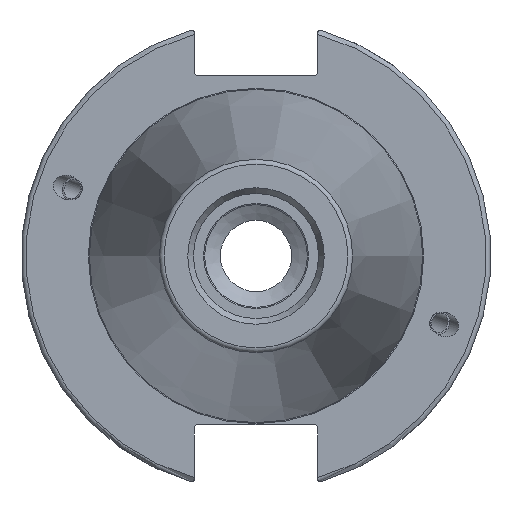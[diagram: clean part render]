
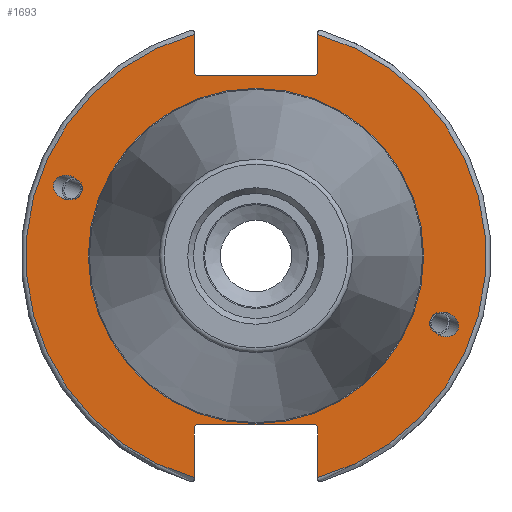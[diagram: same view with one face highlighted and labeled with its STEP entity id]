
A CAD part, left-side view. The second image highlights one B-rep face of the part: STEP entity #1693.
In plain terms, the highlighted planar face has unit normal (-1, 0, 0).
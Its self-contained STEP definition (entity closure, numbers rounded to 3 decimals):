
#63=FACE_BOUND('',#318,.T.);
#64=FACE_BOUND('',#319,.T.);
#65=FACE_BOUND('',#320,.T.);
#79=ELLIPSE('',#1874,3.052,2.5);
#88=ELLIPSE('',#1897,3.052,2.5);
#97=PLANE('',#1912);
#207=FACE_OUTER_BOUND('',#317,.T.);
#317=EDGE_LOOP('',(#1365,#1366,#1367,#1368,#1369,#1370,#1371,#1372,#1373,
#1374,#1375,#1376));
#318=EDGE_LOOP('',(#1377));
#319=EDGE_LOOP('',(#1378));
#320=EDGE_LOOP('',(#1379));
#412=LINE('',#2923,#507);
#413=LINE('',#2925,#508);
#414=LINE('',#2927,#509);
#415=LINE('',#2929,#510);
#416=LINE('',#2931,#511);
#417=LINE('',#2935,#512);
#418=LINE('',#2937,#513);
#419=LINE('',#2939,#514);
#420=LINE('',#2941,#515);
#421=LINE('',#2942,#516);
#507=VECTOR('',#2334,10.);
#508=VECTOR('',#2335,10.);
#509=VECTOR('',#2336,10.);
#510=VECTOR('',#2337,10.);
#511=VECTOR('',#2338,10.);
#512=VECTOR('',#2341,10.);
#513=VECTOR('',#2342,10.);
#514=VECTOR('',#2343,10.);
#515=VECTOR('',#2344,10.);
#516=VECTOR('',#2345,10.);
#636=CIRCLE('',#1910,35.125);
#638=CIRCLE('',#1913,48.213);
#639=CIRCLE('',#1914,48.213);
#743=VERTEX_POINT('',#2799);
#758=VERTEX_POINT('',#2890);
#765=VERTEX_POINT('',#2914);
#766=VERTEX_POINT('',#2919);
#767=VERTEX_POINT('',#2920);
#768=VERTEX_POINT('',#2922);
#769=VERTEX_POINT('',#2924);
#770=VERTEX_POINT('',#2926);
#771=VERTEX_POINT('',#2928);
#772=VERTEX_POINT('',#2930);
#773=VERTEX_POINT('',#2932);
#774=VERTEX_POINT('',#2934);
#775=VERTEX_POINT('',#2936);
#776=VERTEX_POINT('',#2938);
#777=VERTEX_POINT('',#2940);
#945=EDGE_CURVE('',#743,#743,#79,.T.);
#968=EDGE_CURVE('',#758,#758,#88,.T.);
#979=EDGE_CURVE('',#765,#765,#636,.T.);
#981=EDGE_CURVE('',#766,#767,#638,.T.);
#982=EDGE_CURVE('',#766,#768,#412,.T.);
#983=EDGE_CURVE('',#769,#768,#413,.T.);
#984=EDGE_CURVE('',#769,#770,#414,.T.);
#985=EDGE_CURVE('',#771,#770,#415,.T.);
#986=EDGE_CURVE('',#771,#772,#416,.T.);
#987=EDGE_CURVE('',#773,#772,#639,.T.);
#988=EDGE_CURVE('',#773,#774,#417,.T.);
#989=EDGE_CURVE('',#775,#774,#418,.T.);
#990=EDGE_CURVE('',#775,#776,#419,.T.);
#991=EDGE_CURVE('',#777,#776,#420,.T.);
#992=EDGE_CURVE('',#777,#767,#421,.T.);
#1365=ORIENTED_EDGE('',*,*,#981,.F.);
#1366=ORIENTED_EDGE('',*,*,#982,.T.);
#1367=ORIENTED_EDGE('',*,*,#983,.F.);
#1368=ORIENTED_EDGE('',*,*,#984,.T.);
#1369=ORIENTED_EDGE('',*,*,#985,.F.);
#1370=ORIENTED_EDGE('',*,*,#986,.T.);
#1371=ORIENTED_EDGE('',*,*,#987,.F.);
#1372=ORIENTED_EDGE('',*,*,#988,.T.);
#1373=ORIENTED_EDGE('',*,*,#989,.F.);
#1374=ORIENTED_EDGE('',*,*,#990,.T.);
#1375=ORIENTED_EDGE('',*,*,#991,.F.);
#1376=ORIENTED_EDGE('',*,*,#992,.T.);
#1377=ORIENTED_EDGE('',*,*,#945,.T.);
#1378=ORIENTED_EDGE('',*,*,#968,.T.);
#1379=ORIENTED_EDGE('',*,*,#979,.F.);
#1693=ADVANCED_FACE('',(#207,#63,#64,#65),#97,.T.);
#1874=AXIS2_PLACEMENT_3D('',#2801,#2243,#2244);
#1897=AXIS2_PLACEMENT_3D('',#2892,#2296,#2297);
#1910=AXIS2_PLACEMENT_3D('',#2916,#2326,#2327);
#1912=AXIS2_PLACEMENT_3D('',#2918,#2330,#2331);
#1913=AXIS2_PLACEMENT_3D('',#2921,#2332,#2333);
#1914=AXIS2_PLACEMENT_3D('',#2933,#2339,#2340);
#2243=DIRECTION('center_axis',(1.,0.,0.));
#2244=DIRECTION('ref_axis',(0.,-0.94,-0.342));
#2296=DIRECTION('center_axis',(1.,0.,0.));
#2297=DIRECTION('ref_axis',(0.,0.94,0.342));
#2326=DIRECTION('center_axis',(-1.,0.,0.));
#2327=DIRECTION('ref_axis',(0.,-1.,0.));
#2330=DIRECTION('center_axis',(-1.,0.,0.));
#2331=DIRECTION('ref_axis',(0.,0.,1.));
#2332=DIRECTION('center_axis',(1.,0.,0.));
#2333=DIRECTION('ref_axis',(0.,-1.,0.));
#2334=DIRECTION('',(0.,0.,-1.));
#2335=DIRECTION('',(0.,-0.707,0.707));
#2336=DIRECTION('',(0.,1.,0.));
#2337=DIRECTION('',(0.,-0.707,-0.707));
#2338=DIRECTION('',(0.,0.,1.));
#2339=DIRECTION('center_axis',(1.,0.,0.));
#2340=DIRECTION('ref_axis',(0.,1.,0.));
#2341=DIRECTION('',(0.,0.,1.));
#2342=DIRECTION('',(0.,0.707,-0.707));
#2343=DIRECTION('',(0.,-1.,0.));
#2344=DIRECTION('',(0.,0.707,0.707));
#2345=DIRECTION('',(0.,0.,-1.));
#2799=CARTESIAN_POINT('',(3.175,-36.599,-13.321));
#2801=CARTESIAN_POINT('Origin',(3.175,-39.467,-14.365));
#2890=CARTESIAN_POINT('',(3.175,36.599,13.321));
#2892=CARTESIAN_POINT('Origin',(3.175,39.467,14.365));
#2914=CARTESIAN_POINT('',(3.175,0.,35.125));
#2916=CARTESIAN_POINT('Origin',(3.175,0.,0.));
#2918=CARTESIAN_POINT('Origin',(3.175,49.213,0.));
#2919=CARTESIAN_POINT('',(3.175,-12.95,46.441));
#2920=CARTESIAN_POINT('',(3.175,-12.95,-46.441));
#2921=CARTESIAN_POINT('Origin',(3.175,0.,0.));
#2922=CARTESIAN_POINT('',(3.175,-12.95,38.219));
#2923=CARTESIAN_POINT('',(3.175,-12.95,18.86));
#2924=CARTESIAN_POINT('',(3.175,-12.45,37.719));
#2925=CARTESIAN_POINT('',(3.175,12.27,12.999));
#2926=CARTESIAN_POINT('',(3.175,12.45,37.719));
#2927=CARTESIAN_POINT('',(3.175,24.606,37.719));
#2928=CARTESIAN_POINT('',(3.175,12.95,38.219));
#2929=CARTESIAN_POINT('',(3.175,12.336,37.605));
#2930=CARTESIAN_POINT('',(3.175,12.95,46.441));
#2931=CARTESIAN_POINT('',(3.175,12.95,18.86));
#2932=CARTESIAN_POINT('',(3.175,12.95,-46.441));
#2933=CARTESIAN_POINT('Origin',(3.175,0.,0.));
#2934=CARTESIAN_POINT('',(3.175,12.95,-35.806));
#2935=CARTESIAN_POINT('',(3.175,12.95,-17.653));
#2936=CARTESIAN_POINT('',(3.175,12.45,-35.306));
#2937=CARTESIAN_POINT('',(3.175,12.939,-35.795));
#2938=CARTESIAN_POINT('',(3.175,-12.45,-35.306));
#2939=CARTESIAN_POINT('',(3.175,24.606,-35.306));
#2940=CARTESIAN_POINT('',(3.175,-12.95,-35.806));
#2941=CARTESIAN_POINT('',(3.175,11.667,-11.189));
#2942=CARTESIAN_POINT('',(3.175,-12.95,-17.653));
